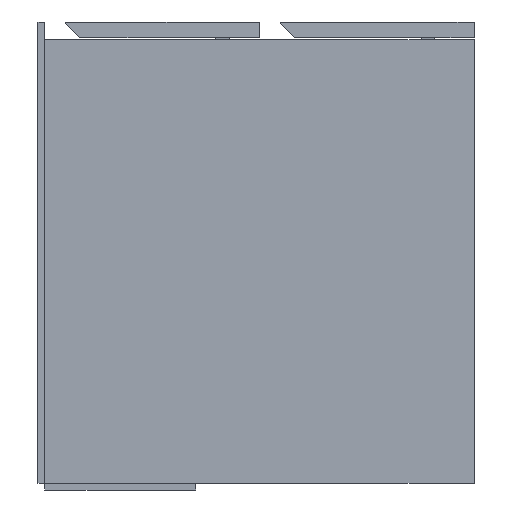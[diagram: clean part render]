
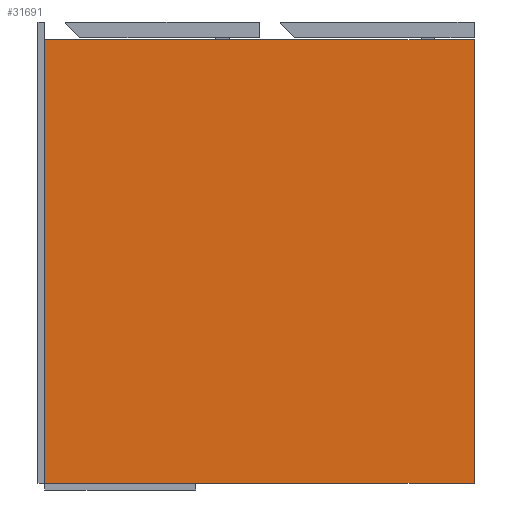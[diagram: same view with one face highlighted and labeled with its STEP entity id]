
A CAD part, left-side view. The second image highlights one B-rep face of the part: STEP entity #31691.
In plain terms, the highlighted planar face has unit normal (-1, 0, 0).
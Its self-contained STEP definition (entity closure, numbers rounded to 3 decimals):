
#371 = DIRECTION ( 'NONE',  ( 0., 0., 1. ) ) ;
#585 = CARTESIAN_POINT ( 'NONE',  ( 2., 512., -550. ) ) ;
#641 = VECTOR ( 'NONE', #5194, 1000. ) ;
#2173 = CARTESIAN_POINT ( 'NONE',  ( 2., 0., -550. ) ) ;
#2664 = DIRECTION ( 'NONE',  ( 0., 0., -1. ) ) ;
#5194 = DIRECTION ( 'NONE',  ( 0., 0., 1. ) ) ;
#7151 = PLANE ( 'NONE',  #55921 ) ;
#7310 = EDGE_CURVE ( 'NONE', #32572, #34906, #57159, .T. ) ;
#9378 = CARTESIAN_POINT ( 'NONE',  ( 2., 1041.341, -550. ) ) ;
#10311 = EDGE_CURVE ( 'NONE', #34906, #39528, #56859, .T. ) ;
#12982 = CARTESIAN_POINT ( 'NONE',  ( 2., 512., -21. ) ) ;
#14404 = CARTESIAN_POINT ( 'NONE',  ( 2., 1041.341, -21. ) ) ;
#20014 = EDGE_LOOP ( 'NONE', ( #38575, #52336, #46394, #36689 ) ) ;
#20461 = CARTESIAN_POINT ( 'NONE',  ( 2., 0., -550. ) ) ;
#23010 = CARTESIAN_POINT ( 'NONE',  ( 2., 0., -21. ) ) ;
#23079 = LINE ( 'NONE', #41291, #54037 ) ;
#25379 = CARTESIAN_POINT ( 'NONE',  ( 2., 1041.341, -550. ) ) ;
#27600 = DIRECTION ( 'NONE',  ( 0., -1., 0. ) ) ;
#28421 = EDGE_CURVE ( 'NONE', #32572, #49553, #23079, .T. ) ;
#28747 = EDGE_CURVE ( 'NONE', #49553, #39528, #55346, .T. ) ;
#31088 = VECTOR ( 'NONE', #32610, 1000. ) ;
#31691 = ADVANCED_FACE ( 'NONE', ( #48068 ), #7151, .F. ) ;
#32572 = VERTEX_POINT ( 'NONE', #585 ) ;
#32610 = DIRECTION ( 'NONE',  ( 0., -1., 0. ) ) ;
#34906 = VERTEX_POINT ( 'NONE', #20461 ) ;
#36689 = ORIENTED_EDGE ( 'NONE', *, *, #28747, .F. ) ;
#38575 = ORIENTED_EDGE ( 'NONE', *, *, #28421, .F. ) ;
#39528 = VERTEX_POINT ( 'NONE', #23010 ) ;
#40658 = VECTOR ( 'NONE', #27600, 1000. ) ;
#41291 = CARTESIAN_POINT ( 'NONE',  ( 2., 512., -550. ) ) ;
#43587 = DIRECTION ( 'NONE',  ( 1., 0., 0. ) ) ;
#46394 = ORIENTED_EDGE ( 'NONE', *, *, #10311, .T. ) ;
#48068 = FACE_OUTER_BOUND ( 'NONE', #20014, .T. ) ;
#49553 = VERTEX_POINT ( 'NONE', #12982 ) ;
#52336 = ORIENTED_EDGE ( 'NONE', *, *, #7310, .T. ) ;
#54037 = VECTOR ( 'NONE', #371, 1000. ) ;
#55346 = LINE ( 'NONE', #14404, #31088 ) ;
#55921 = AXIS2_PLACEMENT_3D ( 'NONE', #25379, #43587, #2664 ) ;
#56859 = LINE ( 'NONE', #2173, #641 ) ;
#57159 = LINE ( 'NONE', #9378, #40658 ) ;
